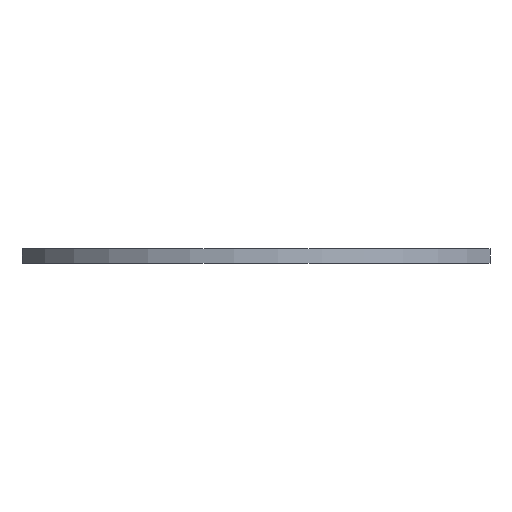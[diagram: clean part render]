
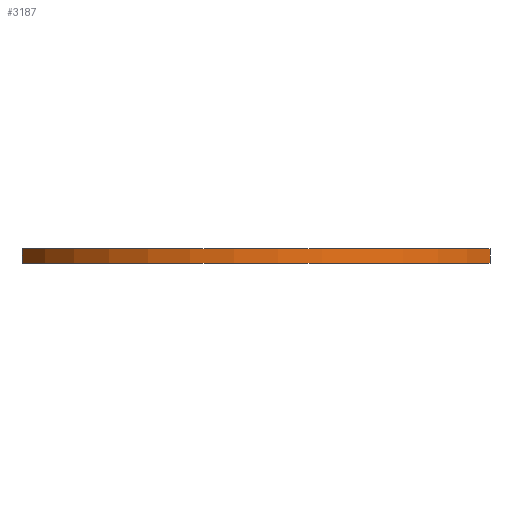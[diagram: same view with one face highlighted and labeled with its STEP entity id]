
A CAD part, left-side view. The second image highlights one B-rep face of the part: STEP entity #3187.
In plain terms, the highlighted cylindrical face has radius 147 mm (diameter 294 mm), a partial arc.
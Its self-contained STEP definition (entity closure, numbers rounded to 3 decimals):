
#392=FACE_OUTER_BOUND('',#756,.T.);
#756=EDGE_LOOP('',(#2788,#2789,#2790,#2791));
#906=LINE('',#5272,#1068);
#914=LINE('',#5291,#1076);
#1068=VECTOR('',#4454,10.);
#1076=VECTOR('',#4476,10.);
#1312=CIRCLE('',#3559,147.);
#1321=CIRCLE('',#3585,147.);
#1562=VERTEX_POINT('',#5217);
#1563=VERTEX_POINT('',#5219);
#1582=VERTEX_POINT('',#5271);
#1586=VERTEX_POINT('',#5289);
#1946=EDGE_CURVE('',#1562,#1563,#1312,.T.);
#1972=EDGE_CURVE('',#1582,#1563,#906,.T.);
#1982=EDGE_CURVE('',#1562,#1586,#914,.T.);
#1991=EDGE_CURVE('',#1582,#1586,#1321,.T.);
#2788=ORIENTED_EDGE('',*,*,#1972,.T.);
#2789=ORIENTED_EDGE('',*,*,#1946,.F.);
#2790=ORIENTED_EDGE('',*,*,#1982,.T.);
#2791=ORIENTED_EDGE('',*,*,#1991,.F.);
#2914=CYLINDRICAL_SURFACE('',#3586,147.);
#3187=ADVANCED_FACE('',(#392),#2914,.T.);
#3559=AXIS2_PLACEMENT_3D('',#5220,#4410,#4411);
#3585=AXIS2_PLACEMENT_3D('',#5308,#4498,#4499);
#3586=AXIS2_PLACEMENT_3D('',#5309,#4500,#4501);
#4410=DIRECTION('center_axis',(0.,0.,-1.));
#4411=DIRECTION('ref_axis',(-1.,0.,0.));
#4454=DIRECTION('',(0.,0.,-1.));
#4476=DIRECTION('',(0.,0.,1.));
#4498=DIRECTION('center_axis',(0.,0.,1.));
#4499=DIRECTION('ref_axis',(-1.,0.,0.));
#4500=DIRECTION('center_axis',(0.,0.,1.));
#4501=DIRECTION('ref_axis',(-1.,0.,0.));
#5217=CARTESIAN_POINT('',(-64.692,-132.,0.));
#5219=CARTESIAN_POINT('',(-64.692,132.,0.));
#5220=CARTESIAN_POINT('Origin',(0.,0.,0.));
#5271=CARTESIAN_POINT('',(-64.692,132.,8.));
#5272=CARTESIAN_POINT('',(-64.692,132.,0.));
#5289=CARTESIAN_POINT('',(-64.692,-132.,8.));
#5291=CARTESIAN_POINT('',(-64.692,-132.,0.));
#5308=CARTESIAN_POINT('Origin',(0.,0.,8.));
#5309=CARTESIAN_POINT('Origin',(0.,0.,0.));
